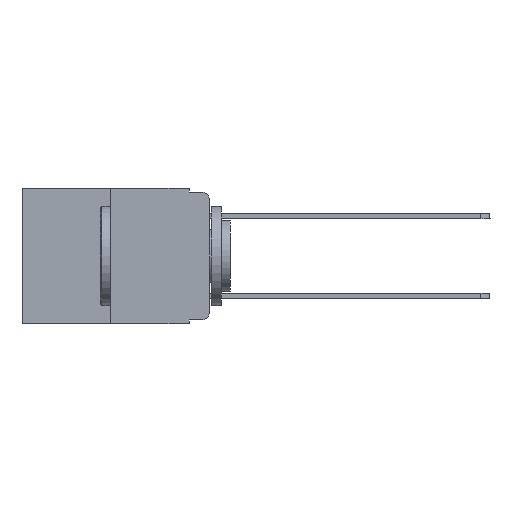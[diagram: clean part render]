
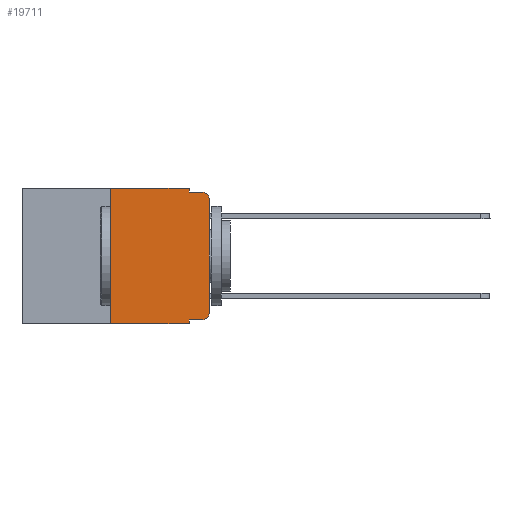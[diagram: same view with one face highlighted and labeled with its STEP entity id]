
A CAD part, left-side view. The second image highlights one B-rep face of the part: STEP entity #19711.
In plain terms, the highlighted planar face has unit normal (-1, 0, 0).
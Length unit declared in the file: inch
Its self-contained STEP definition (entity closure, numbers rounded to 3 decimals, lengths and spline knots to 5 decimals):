
#391 = VECTOR ( 'NONE', #782, 39.37008 ) ;
#782 = DIRECTION ( 'NONE',  ( 0., 0., 1. ) ) ;
#808 = ORIENTED_EDGE ( 'NONE', *, *, #9200, .T. ) ;
#857 = CARTESIAN_POINT ( 'NONE',  ( 0., 0.051, 0. ) ) ;
#1487 = EDGE_CURVE ( 'NONE', #13057, #26209, #11456, .T. ) ;
#1685 = CARTESIAN_POINT ( 'NONE',  ( 0., 0.051, -0.333 ) ) ;
#2185 = VECTOR ( 'NONE', #3400, 39.37008 ) ;
#2503 = LINE ( 'NONE', #15830, #2185 ) ;
#2779 = VERTEX_POINT ( 'NONE', #16434 ) ;
#2840 = LINE ( 'NONE', #13528, #18746 ) ;
#3400 = DIRECTION ( 'NONE',  ( 0., 0., -1. ) ) ;
#3403 = CARTESIAN_POINT ( 'NONE',  ( 0., 0.25, -0.343 ) ) ;
#3610 = CARTESIAN_POINT ( 'NONE',  ( 0., 0., -0.313 ) ) ;
#3631 = ORIENTED_EDGE ( 'NONE', *, *, #23615, .T. ) ;
#3913 = DIRECTION ( 'NONE',  ( 0., 0., -1. ) ) ;
#4520 = EDGE_CURVE ( 'NONE', #6960, #6305, #2840, .T. ) ;
#4917 = EDGE_CURVE ( 'NONE', #6305, #10921, #2503, .T. ) ;
#5525 = DIRECTION ( 'NONE',  ( 0., -1., 0. ) ) ;
#5585 = CARTESIAN_POINT ( 'NONE',  ( 0., 0.02, -0.333 ) ) ;
#5637 = ORIENTED_EDGE ( 'NONE', *, *, #25664, .F. ) ;
#5917 = LINE ( 'NONE', #19304, #391 ) ;
#6305 = VERTEX_POINT ( 'NONE', #857 ) ;
#6405 = ORIENTED_EDGE ( 'NONE', *, *, #7762, .F. ) ;
#6466 = DIRECTION ( 'NONE',  ( 0., 0., -1. ) ) ;
#6720 = FACE_OUTER_BOUND ( 'NONE', #15966, .T. ) ;
#6753 = DIRECTION ( 'NONE',  ( 0., -1., 0. ) ) ;
#6960 = VERTEX_POINT ( 'NONE', #20078 ) ;
#7275 = ORIENTED_EDGE ( 'NONE', *, *, #8271, .T. ) ;
#7529 = VECTOR ( 'NONE', #8120, 39.37008 ) ;
#7762 = EDGE_CURVE ( 'NONE', #20268, #6960, #5917, .T. ) ;
#7838 = CIRCLE ( 'NONE', #9855, 0.02 ) ;
#8120 = DIRECTION ( 'NONE',  ( 0., 0., 1. ) ) ;
#8271 = EDGE_CURVE ( 'NONE', #16291, #16368, #9149, .T. ) ;
#8997 = EDGE_CURVE ( 'NONE', #16368, #21894, #23679, .T. ) ;
#9149 = LINE ( 'NONE', #26803, #7529 ) ;
#9200 = EDGE_CURVE ( 'NONE', #26209, #16291, #7838, .T. ) ;
#9480 = ORIENTED_EDGE ( 'NONE', *, *, #18352, .F. ) ;
#9855 = AXIS2_PLACEMENT_3D ( 'NONE', #16389, #18904, #20418 ) ;
#10149 = CARTESIAN_POINT ( 'NONE',  ( 0., 0.02, -0.03 ) ) ;
#10604 = CARTESIAN_POINT ( 'NONE',  ( 0., 0.051, 0. ) ) ;
#10639 = DIRECTION ( 'NONE',  ( 0., -1., 0. ) ) ;
#10684 = LINE ( 'NONE', #10604, #19465 ) ;
#10921 = VERTEX_POINT ( 'NONE', #19159 ) ;
#11456 = LINE ( 'NONE', #1685, #23803 ) ;
#12116 = AXIS2_PLACEMENT_3D ( 'NONE', #10149, #12423, #3913 ) ;
#12423 = DIRECTION ( 'NONE',  ( -1., 0., 0. ) ) ;
#12708 = PLANE ( 'NONE',  #18528 ) ;
#12811 = DIRECTION ( 'NONE',  ( 1., 0., 0. ) ) ;
#13057 = VERTEX_POINT ( 'NONE', #17543 ) ;
#13494 = ORIENTED_EDGE ( 'NONE', *, *, #4917, .F. ) ;
#13528 = CARTESIAN_POINT ( 'NONE',  ( 0., 0.473, 0. ) ) ;
#14649 = DIRECTION ( 'NONE',  ( 0., -1., 0. ) ) ;
#15170 = CARTESIAN_POINT ( 'NONE',  ( 0., 0.051, -0.01 ) ) ;
#15799 = LINE ( 'NONE', #15170, #26528 ) ;
#15830 = CARTESIAN_POINT ( 'NONE',  ( 0., 0.051, 0. ) ) ;
#15966 = EDGE_LOOP ( 'NONE', ( #7275, #19329, #5637, #13494, #25091, #6405, #3631, #9480, #25949, #808 ) ) ;
#16291 = VERTEX_POINT ( 'NONE', #3610 ) ;
#16368 = VERTEX_POINT ( 'NONE', #20138 ) ;
#16389 = CARTESIAN_POINT ( 'NONE',  ( 0., 0.02, -0.313 ) ) ;
#16434 = CARTESIAN_POINT ( 'NONE',  ( 0., 0.051, -0.343 ) ) ;
#17246 = DIRECTION ( 'NONE',  ( 0., 0., -1. ) ) ;
#17543 = CARTESIAN_POINT ( 'NONE',  ( 0., 0.051, -0.333 ) ) ;
#17884 = VECTOR ( 'NONE', #10639, 39.37008 ) ;
#18352 = EDGE_CURVE ( 'NONE', #13057, #2779, #10684, .T. ) ;
#18528 = AXIS2_PLACEMENT_3D ( 'NONE', #25251, #12811, #6466 ) ;
#18746 = VECTOR ( 'NONE', #5525, 39.37008 ) ;
#18904 = DIRECTION ( 'NONE',  ( -1., 0., 0. ) ) ;
#19159 = CARTESIAN_POINT ( 'NONE',  ( 0., 0.051, -0.01 ) ) ;
#19304 = CARTESIAN_POINT ( 'NONE',  ( 0., 0.25, 0. ) ) ;
#19329 = ORIENTED_EDGE ( 'NONE', *, *, #8997, .T. ) ;
#19465 = VECTOR ( 'NONE', #17246, 39.37008 ) ;
#19711 = ADVANCED_FACE ( 'NONE', ( #6720 ), #12708, .F. ) ;
#20078 = CARTESIAN_POINT ( 'NONE',  ( 0., 0.25, 0. ) ) ;
#20138 = CARTESIAN_POINT ( 'NONE',  ( 0., 0., -0.03 ) ) ;
#20268 = VERTEX_POINT ( 'NONE', #3403 ) ;
#20418 = DIRECTION ( 'NONE',  ( 0., 0., -1. ) ) ;
#20820 = CARTESIAN_POINT ( 'NONE',  ( 0., 0.473, -0.343 ) ) ;
#21894 = VERTEX_POINT ( 'NONE', #25935 ) ;
#22411 = LINE ( 'NONE', #20820, #17884 ) ;
#23615 = EDGE_CURVE ( 'NONE', #20268, #2779, #22411, .T. ) ;
#23679 = CIRCLE ( 'NONE', #12116, 0.02 ) ;
#23803 = VECTOR ( 'NONE', #14649, 39.37008 ) ;
#25091 = ORIENTED_EDGE ( 'NONE', *, *, #4520, .F. ) ;
#25251 = CARTESIAN_POINT ( 'NONE',  ( 0., 0.473, 0. ) ) ;
#25664 = EDGE_CURVE ( 'NONE', #10921, #21894, #15799, .T. ) ;
#25935 = CARTESIAN_POINT ( 'NONE',  ( 0., 0.02, -0.01 ) ) ;
#25949 = ORIENTED_EDGE ( 'NONE', *, *, #1487, .T. ) ;
#26209 = VERTEX_POINT ( 'NONE', #5585 ) ;
#26528 = VECTOR ( 'NONE', #6753, 39.37008 ) ;
#26803 = CARTESIAN_POINT ( 'NONE',  ( 0., 0., 0. ) ) ;
